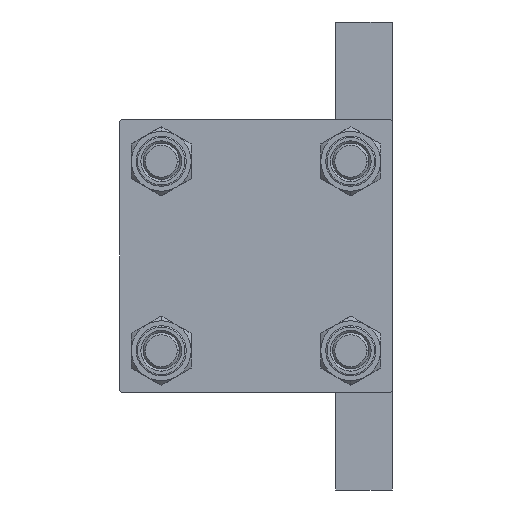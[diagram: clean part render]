
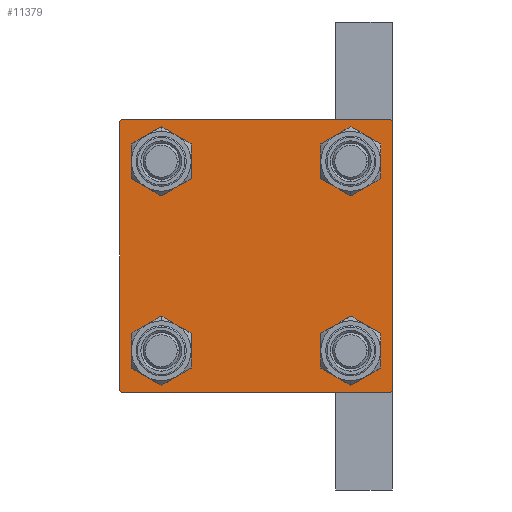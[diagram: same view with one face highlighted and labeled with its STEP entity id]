
A CAD part, left-side view. The second image highlights one B-rep face of the part: STEP entity #11379.
In plain terms, the highlighted planar face has unit normal (-1, 0, 0).
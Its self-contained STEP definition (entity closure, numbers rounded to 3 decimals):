
#326 = DIRECTION ( 'NONE',  ( 0., 0., -1. ) ) ;
#396 = EDGE_CURVE ( 'NONE', #960, #25768, #26699, .T. ) ;
#783 = CARTESIAN_POINT ( 'NONE',  ( 0., -30., 30. ) ) ;
#960 = VERTEX_POINT ( 'NONE', #48247 ) ;
#1134 = ORIENTED_EDGE ( 'NONE', *, *, #48048, .T. ) ;
#1202 = VECTOR ( 'NONE', #31751, 1000. ) ;
#1708 = CARTESIAN_POINT ( 'NONE',  ( 0., -29.5, -30. ) ) ;
#1739 = CARTESIAN_POINT ( 'NONE',  ( 0., -30., -29.5 ) ) ;
#1864 = ORIENTED_EDGE ( 'NONE', *, *, #21728, .F. ) ;
#2048 = AXIS2_PLACEMENT_3D ( 'NONE', #43064, #13239, #28279 ) ;
#2867 = VECTOR ( 'NONE', #38252, 1000. ) ;
#3703 = VECTOR ( 'NONE', #40380, 1000. ) ;
#3866 = CIRCLE ( 'NONE', #29872, 4.5 ) ;
#4386 = DIRECTION ( 'NONE',  ( 0., 0., 1. ) ) ;
#4671 = EDGE_LOOP ( 'NONE', ( #27255, #7272 ) ) ;
#5079 = AXIS2_PLACEMENT_3D ( 'NONE', #38909, #27578, #4386 ) ;
#5182 = ORIENTED_EDGE ( 'NONE', *, *, #396, .F. ) ;
#5297 = CARTESIAN_POINT ( 'NONE',  ( 0., -20.85, 20.85 ) ) ;
#5584 = DIRECTION ( 'NONE',  ( -1., 0., 0. ) ) ;
#5691 = VERTEX_POINT ( 'NONE', #12564 ) ;
#6023 = AXIS2_PLACEMENT_3D ( 'NONE', #5297, #27763, #35149 ) ;
#6363 = CARTESIAN_POINT ( 'NONE',  ( 0., 30., 30. ) ) ;
#6640 = CIRCLE ( 'NONE', #5079, 4.5 ) ;
#7272 = ORIENTED_EDGE ( 'NONE', *, *, #17537, .T. ) ;
#7757 = ORIENTED_EDGE ( 'NONE', *, *, #30518, .T. ) ;
#7791 = CARTESIAN_POINT ( 'NONE',  ( 0., 29.75, 29.75 ) ) ;
#8687 = VERTEX_POINT ( 'NONE', #35117 ) ;
#9317 = DIRECTION ( 'NONE',  ( 1., 0., 0. ) ) ;
#10390 = CARTESIAN_POINT ( 'NONE',  ( 0., 30., -30. ) ) ;
#11159 = VERTEX_POINT ( 'NONE', #1708 ) ;
#11379 = ADVANCED_FACE ( 'NONE', ( #42582, #23849, #38894, #20377, #35439 ), #27801, .T. ) ;
#12040 = CARTESIAN_POINT ( 'NONE',  ( 0., -20.85, 16.35 ) ) ;
#12126 = DIRECTION ( 'NONE',  ( 0., 0., -1. ) ) ;
#12189 = EDGE_CURVE ( 'NONE', #46486, #23881, #6640, .T. ) ;
#12564 = CARTESIAN_POINT ( 'NONE',  ( 0., 30., 29.5 ) ) ;
#12567 = CARTESIAN_POINT ( 'NONE',  ( 0., 20.85, 25.35 ) ) ;
#13106 = CIRCLE ( 'NONE', #26535, 4.5 ) ;
#13239 = DIRECTION ( 'NONE',  ( 1., 0., 0. ) ) ;
#13256 = LINE ( 'NONE', #34977, #1202 ) ;
#13606 = LINE ( 'NONE', #10390, #18605 ) ;
#14636 = CIRCLE ( 'NONE', #24866, 4.5 ) ;
#14893 = CARTESIAN_POINT ( 'NONE',  ( 0., 29.5, 30. ) ) ;
#14949 = DIRECTION ( 'NONE',  ( 0., 0., 1. ) ) ;
#15139 = CARTESIAN_POINT ( 'NONE',  ( 0., -20.85, -25.35 ) ) ;
#15186 = CARTESIAN_POINT ( 'NONE',  ( 0., -20.85, 20.85 ) ) ;
#15592 = EDGE_LOOP ( 'NONE', ( #36144, #7757 ) ) ;
#16063 = EDGE_CURVE ( 'NONE', #30375, #43826, #14636, .T. ) ;
#16221 = EDGE_CURVE ( 'NONE', #11159, #25768, #24880, .T. ) ;
#16977 = EDGE_CURVE ( 'NONE', #960, #18120, #22712, .T. ) ;
#16988 = CARTESIAN_POINT ( 'NONE',  ( 0., -20.85, -20.85 ) ) ;
#17041 = CIRCLE ( 'NONE', #6023, 4.5 ) ;
#17340 = VECTOR ( 'NONE', #46459, 1000. ) ;
#17398 = VERTEX_POINT ( 'NONE', #12040 ) ;
#17537 = EDGE_CURVE ( 'NONE', #23881, #46486, #34273, .T. ) ;
#17558 = EDGE_CURVE ( 'NONE', #29232, #38035, #13256, .T. ) ;
#17705 = ORIENTED_EDGE ( 'NONE', *, *, #36274, .T. ) ;
#18120 = VERTEX_POINT ( 'NONE', #21798 ) ;
#18605 = VECTOR ( 'NONE', #20737, 1000. ) ;
#18669 = LINE ( 'NONE', #6363, #3703 ) ;
#19050 = CARTESIAN_POINT ( 'NONE',  ( 0., -20.85, -16.35 ) ) ;
#19299 = AXIS2_PLACEMENT_3D ( 'NONE', #19907, #9317, #27586 ) ;
#19644 = EDGE_CURVE ( 'NONE', #43826, #30375, #39857, .T. ) ;
#19907 = CARTESIAN_POINT ( 'NONE',  ( 0., 20.85, 20.85 ) ) ;
#20377 = FACE_BOUND ( 'NONE', #4671, .T. ) ;
#20552 = EDGE_CURVE ( 'NONE', #8687, #29367, #13106, .T. ) ;
#20737 = DIRECTION ( 'NONE',  ( 0., -1., 0. ) ) ;
#21026 = EDGE_CURVE ( 'NONE', #29406, #17398, #17041, .T. ) ;
#21728 = EDGE_CURVE ( 'NONE', #48302, #18120, #18669, .T. ) ;
#21749 = EDGE_LOOP ( 'NONE', ( #17705, #27370, #48678, #25032, #5182, #45050, #1864, #1134 ) ) ;
#21798 = CARTESIAN_POINT ( 'NONE',  ( 0., -29.5, 30. ) ) ;
#22507 = VECTOR ( 'NONE', #44089, 1000. ) ;
#22712 = LINE ( 'NONE', #30850, #2867 ) ;
#22849 = EDGE_LOOP ( 'NONE', ( #29066, #26933 ) ) ;
#23849 = FACE_BOUND ( 'NONE', #22849, .T. ) ;
#23881 = VERTEX_POINT ( 'NONE', #40533 ) ;
#24716 = DIRECTION ( 'NONE',  ( 1., 0., 0. ) ) ;
#24866 = AXIS2_PLACEMENT_3D ( 'NONE', #16988, #27386, #35256 ) ;
#24880 = LINE ( 'NONE', #40395, #22507 ) ;
#24953 = VECTOR ( 'NONE', #326, 1000. ) ;
#25032 = ORIENTED_EDGE ( 'NONE', *, *, #16221, .T. ) ;
#25208 = CARTESIAN_POINT ( 'NONE',  ( 0., 20.85, -20.85 ) ) ;
#25768 = VERTEX_POINT ( 'NONE', #1739 ) ;
#26118 = DIRECTION ( 'NONE',  ( 1., 0., 0. ) ) ;
#26240 = LINE ( 'NONE', #33882, #24953 ) ;
#26535 = AXIS2_PLACEMENT_3D ( 'NONE', #45072, #26118, #41136 ) ;
#26699 = LINE ( 'NONE', #783, #45168 ) ;
#26933 = ORIENTED_EDGE ( 'NONE', *, *, #16063, .T. ) ;
#27255 = ORIENTED_EDGE ( 'NONE', *, *, #12189, .T. ) ;
#27370 = ORIENTED_EDGE ( 'NONE', *, *, #17558, .T. ) ;
#27386 = DIRECTION ( 'NONE',  ( 1., 0., 0. ) ) ;
#27578 = DIRECTION ( 'NONE',  ( 1., 0., 0. ) ) ;
#27586 = DIRECTION ( 'NONE',  ( 0., 0., 1. ) ) ;
#27763 = DIRECTION ( 'NONE',  ( 1., 0., 0. ) ) ;
#27801 = PLANE ( 'NONE',  #38929 ) ;
#28039 = CARTESIAN_POINT ( 'NONE',  ( 0., 30., -29.5 ) ) ;
#28279 = DIRECTION ( 'NONE',  ( 0., 0., 1. ) ) ;
#29066 = ORIENTED_EDGE ( 'NONE', *, *, #19644, .T. ) ;
#29232 = VERTEX_POINT ( 'NONE', #28039 ) ;
#29293 = EDGE_CURVE ( 'NONE', #17398, #29406, #36239, .T. ) ;
#29367 = VERTEX_POINT ( 'NONE', #45980 ) ;
#29406 = VERTEX_POINT ( 'NONE', #31444 ) ;
#29492 = CARTESIAN_POINT ( 'NONE',  ( 0., 29.5, -30. ) ) ;
#29872 = AXIS2_PLACEMENT_3D ( 'NONE', #25208, #24716, #46891 ) ;
#30229 = DIRECTION ( 'NONE',  ( 1., 0., 0. ) ) ;
#30375 = VERTEX_POINT ( 'NONE', #15139 ) ;
#30518 = EDGE_CURVE ( 'NONE', #29367, #8687, #3866, .T. ) ;
#30850 = CARTESIAN_POINT ( 'NONE',  ( 0., -29.75, 29.75 ) ) ;
#31444 = CARTESIAN_POINT ( 'NONE',  ( 0., -20.85, 25.35 ) ) ;
#31751 = DIRECTION ( 'NONE',  ( 0., -0.707, -0.707 ) ) ;
#31968 = DIRECTION ( 'NONE',  ( 0., 0., 1. ) ) ;
#32691 = ORIENTED_EDGE ( 'NONE', *, *, #29293, .T. ) ;
#33882 = CARTESIAN_POINT ( 'NONE',  ( 0., 30., 30. ) ) ;
#34273 = CIRCLE ( 'NONE', #19299, 4.5 ) ;
#34977 = CARTESIAN_POINT ( 'NONE',  ( 0., 29.75, -29.75 ) ) ;
#35117 = CARTESIAN_POINT ( 'NONE',  ( 0., 20.85, -16.35 ) ) ;
#35149 = DIRECTION ( 'NONE',  ( 0., 0., 1. ) ) ;
#35153 = EDGE_CURVE ( 'NONE', #38035, #11159, #13606, .T. ) ;
#35256 = DIRECTION ( 'NONE',  ( 0., 0., 1. ) ) ;
#35439 = FACE_OUTER_BOUND ( 'NONE', #21749, .T. ) ;
#36144 = ORIENTED_EDGE ( 'NONE', *, *, #20552, .T. ) ;
#36239 = CIRCLE ( 'NONE', #46454, 4.5 ) ;
#36274 = EDGE_CURVE ( 'NONE', #5691, #29232, #26240, .T. ) ;
#38035 = VERTEX_POINT ( 'NONE', #29492 ) ;
#38252 = DIRECTION ( 'NONE',  ( 0., 0.707, 0.707 ) ) ;
#38894 = FACE_BOUND ( 'NONE', #15592, .T. ) ;
#38909 = CARTESIAN_POINT ( 'NONE',  ( 0., 20.85, 20.85 ) ) ;
#38929 = AXIS2_PLACEMENT_3D ( 'NONE', #39617, #5584, #31968 ) ;
#39233 = ORIENTED_EDGE ( 'NONE', *, *, #21026, .T. ) ;
#39617 = CARTESIAN_POINT ( 'NONE',  ( 0., 0., 0. ) ) ;
#39857 = CIRCLE ( 'NONE', #2048, 4.5 ) ;
#40380 = DIRECTION ( 'NONE',  ( 0., -1., 0. ) ) ;
#40395 = CARTESIAN_POINT ( 'NONE',  ( 0., -29.75, -29.75 ) ) ;
#40533 = CARTESIAN_POINT ( 'NONE',  ( 0., 20.85, 16.35 ) ) ;
#41136 = DIRECTION ( 'NONE',  ( 0., 0., 1. ) ) ;
#41561 = LINE ( 'NONE', #7791, #17340 ) ;
#42582 = FACE_BOUND ( 'NONE', #42917, .T. ) ;
#42917 = EDGE_LOOP ( 'NONE', ( #39233, #32691 ) ) ;
#43064 = CARTESIAN_POINT ( 'NONE',  ( 0., -20.85, -20.85 ) ) ;
#43826 = VERTEX_POINT ( 'NONE', #19050 ) ;
#44089 = DIRECTION ( 'NONE',  ( 0., -0.707, 0.707 ) ) ;
#45050 = ORIENTED_EDGE ( 'NONE', *, *, #16977, .T. ) ;
#45072 = CARTESIAN_POINT ( 'NONE',  ( 0., 20.85, -20.85 ) ) ;
#45168 = VECTOR ( 'NONE', #12126, 1000. ) ;
#45980 = CARTESIAN_POINT ( 'NONE',  ( 0., 20.85, -25.35 ) ) ;
#46454 = AXIS2_PLACEMENT_3D ( 'NONE', #15186, #30229, #14949 ) ;
#46459 = DIRECTION ( 'NONE',  ( 0., 0.707, -0.707 ) ) ;
#46486 = VERTEX_POINT ( 'NONE', #12567 ) ;
#46891 = DIRECTION ( 'NONE',  ( 0., 0., 1. ) ) ;
#48048 = EDGE_CURVE ( 'NONE', #48302, #5691, #41561, .T. ) ;
#48247 = CARTESIAN_POINT ( 'NONE',  ( 0., -30., 29.5 ) ) ;
#48302 = VERTEX_POINT ( 'NONE', #14893 ) ;
#48678 = ORIENTED_EDGE ( 'NONE', *, *, #35153, .T. ) ;
